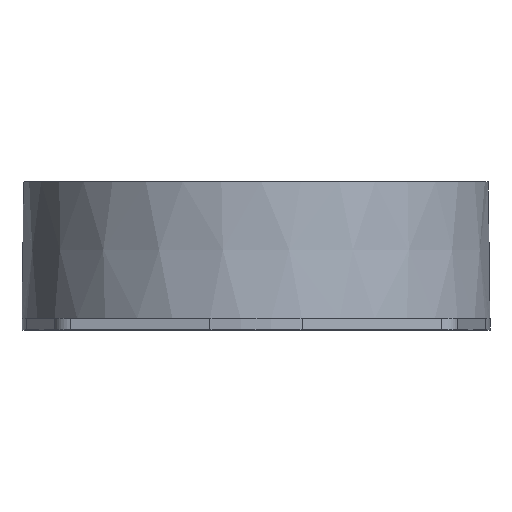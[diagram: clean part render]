
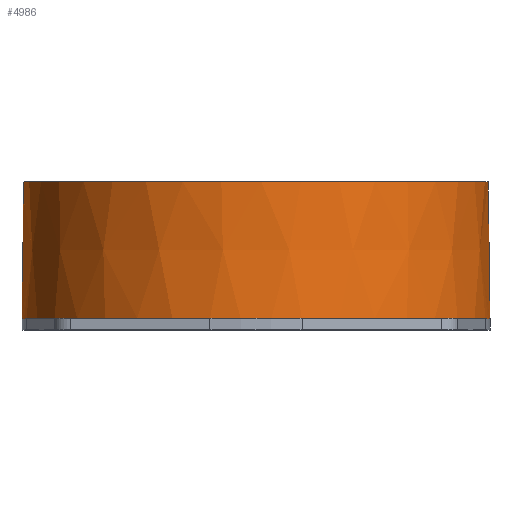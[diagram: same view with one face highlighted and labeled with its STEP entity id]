
A CAD part, top view. The second image highlights one B-rep face of the part: STEP entity #4986.
In plain terms, the highlighted conical face has half-angle 0.744 degrees and reference radius 78.7 mm.
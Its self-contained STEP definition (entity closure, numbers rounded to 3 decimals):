
#877=CARTESIAN_POINT('',(0.,50.,0.));
#878=DIRECTION('',(0.,-1.,0.));
#879=DIRECTION('',(1.,0.,0.));
#880=AXIS2_PLACEMENT_3D('',#877,#878,#879);
#1128=DIRECTION('',(-0.013,-1.,0.));
#1129=VECTOR('',#1128,6.001);
#1130=CARTESIAN_POINT('',(-78.322,50.,3.499));
#1131=LINE('',#1130,#1129);
#1164=CARTESIAN_POINT('',(0.,44.,0.));
#1165=DIRECTION('',(0.,-1.,0.));
#1166=DIRECTION('',(-0.999,0.,0.045));
#1167=AXIS2_PLACEMENT_3D('',#1164,#1165,#1166);
#1221=DIRECTION('',(0.013,-1.,0.));
#1222=VECTOR('',#1221,46.204);
#1223=CARTESIAN_POINT('',(78.4,50.,0.));
#1224=LINE('',#1223,#1222);
#1225=CARTESIAN_POINT('',(0.,3.8,0.));
#1226=DIRECTION('',(0.,-1.,0.));
#1227=DIRECTION('',(1.,0.,0.));
#1228=AXIS2_PLACEMENT_3D('',#1225,#1226,#1227);
#1230=CARTESIAN_POINT('',(0.,3.8,0.));
#1231=DIRECTION('',(0.,-1.,0.));
#1232=DIRECTION('',(0.197,0.,0.98));
#1233=AXIS2_PLACEMENT_3D('',#1230,#1231,#1232);
#1235=CARTESIAN_POINT('',(0.,3.8,0.));
#1236=DIRECTION('',(0.,-1.,0.));
#1237=DIRECTION('',(-0.98,0.,0.197));
#1238=AXIS2_PLACEMENT_3D('',#1235,#1236,#1237);
#1240=DIRECTION('',(-0.013,-1.,0.));
#1241=VECTOR('',#1240,40.203);
#1242=CARTESIAN_POINT('',(-78.478,44.,0.));
#1243=LINE('',#1242,#1241);
#1263=CARTESIAN_POINT('',(0.,3.8,0.));
#1264=DIRECTION('',(0.,1.,0.));
#1265=DIRECTION('',(-0.98,0.,0.197));
#1266=AXIS2_PLACEMENT_3D('',#1263,#1264,#1265);
#1299=CARTESIAN_POINT('',(0.,3.8,0.));
#1300=DIRECTION('',(0.,1.,0.));
#1301=DIRECTION('',(0.197,0.,0.98));
#1302=AXIS2_PLACEMENT_3D('',#1299,#1300,#1301);
#2508=CARTESIAN_POINT('',(-78.4,44.,3.501));
#2510=VERTEX_POINT('',#2508);
#2533=CARTESIAN_POINT('',(-78.322,50.,3.499));
#2534=VERTEX_POINT('',#2533);
#2539=CARTESIAN_POINT('',(-78.478,44.,0.));
#2540=VERTEX_POINT('',#2539);
#2549=CARTESIAN_POINT('',(78.4,50.,0.));
#2550=VERTEX_POINT('',#2549);
#2551=CARTESIAN_POINT('',(79.,3.8,0.));
#2552=VERTEX_POINT('',#2551);
#2553=CARTESIAN_POINT('',(77.457,3.8,15.538));
#2554=VERTEX_POINT('',#2553);
#2555=CARTESIAN_POINT('',(15.538,3.8,77.457));
#2556=VERTEX_POINT('',#2555);
#2557=CARTESIAN_POINT('',(-15.538,3.8,77.457));
#2558=VERTEX_POINT('',#2557);
#2559=CARTESIAN_POINT('',(-77.457,3.8,15.538));
#2560=VERTEX_POINT('',#2559);
#2561=CARTESIAN_POINT('',(-79.,3.8,0.));
#2562=VERTEX_POINT('',#2561);
#4962=CARTESIAN_POINT('',(0.,26.9,0.));
#4963=DIRECTION('',(0.,-1.,0.));
#4964=DIRECTION('',(1.,0.,0.));
#4965=AXIS2_PLACEMENT_3D('',#4962,#4963,#4964);
#4966=CONICAL_SURFACE('',#4965,78.7,0.744);
#4967=ORIENTED_EDGE('',*,*,#4870,.F.);
#4968=ORIENTED_EDGE('',*,*,#4846,.F.);
#4969=ORIENTED_EDGE('',*,*,#4758,.F.);
#4971=ORIENTED_EDGE('',*,*,#4970,.T.);
#4973=ORIENTED_EDGE('',*,*,#4972,.T.);
#4975=ORIENTED_EDGE('',*,*,#4974,.F.);
#4977=ORIENTED_EDGE('',*,*,#4976,.T.);
#4979=ORIENTED_EDGE('',*,*,#4978,.F.);
#4981=ORIENTED_EDGE('',*,*,#4980,.T.);
#4983=ORIENTED_EDGE('',*,*,#4982,.F.);
#4984=EDGE_LOOP('',(#4967,#4968,#4969,#4971,#4973,#4975,#4977,#4979,#4981,
#4983));
#4985=FACE_OUTER_BOUND('',#4984,.F.);
#4986=ADVANCED_FACE('',(#4985),#4966,.T.);
#881=CIRCLE('',#880,78.4);
#1168=CIRCLE('',#1167,78.478);
#1229=CIRCLE('',#1228,79.);
#1234=CIRCLE('',#1233,79.);
#1239=CIRCLE('',#1238,79.);
#1267=CIRCLE('',#1266,79.);
#1303=CIRCLE('',#1302,79.);
#4758=EDGE_CURVE('',#2550,#2534,#881,.T.);
#4846=EDGE_CURVE('',#2534,#2510,#1131,.T.);
#4870=EDGE_CURVE('',#2510,#2540,#1168,.T.);
#4970=EDGE_CURVE('',#2550,#2552,#1224,.T.);
#4972=EDGE_CURVE('',#2552,#2554,#1229,.T.);
#4974=EDGE_CURVE('',#2556,#2554,#1303,.T.);
#4976=EDGE_CURVE('',#2556,#2558,#1234,.T.);
#4978=EDGE_CURVE('',#2560,#2558,#1267,.T.);
#4980=EDGE_CURVE('',#2560,#2562,#1239,.T.);
#4982=EDGE_CURVE('',#2540,#2562,#1243,.T.);
